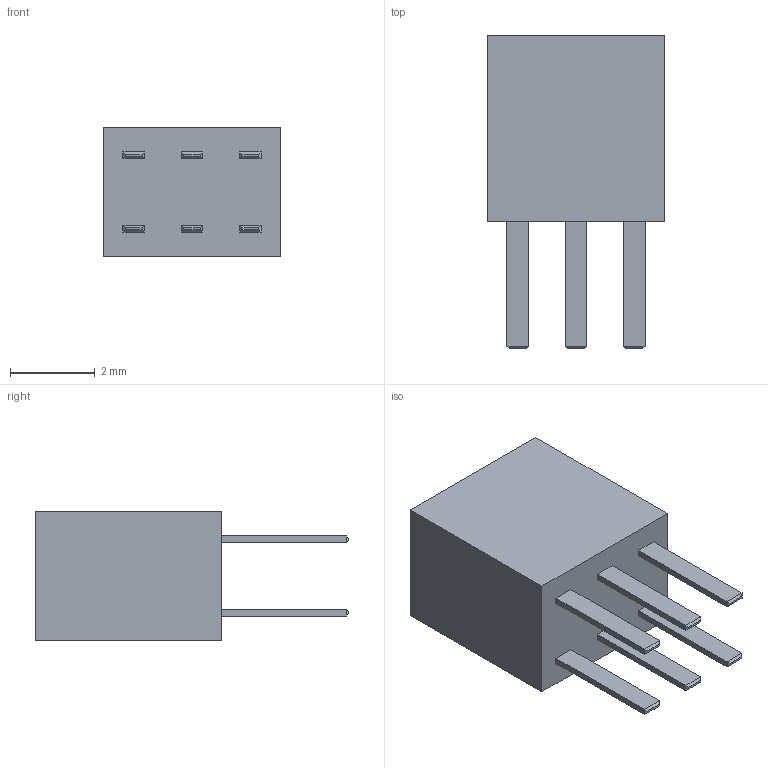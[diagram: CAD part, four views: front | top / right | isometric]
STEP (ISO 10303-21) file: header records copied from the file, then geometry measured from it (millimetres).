
FILE_DESCRIPTION (( 'STEP AP214' ), '1' );
FILE_NAME ('HEADER_FEMALE_DUAL_6POS_1_27mm.STEP', '2012-07-03T23:47:13', ( 'JFDuval' ), ( '' ), 'SwSTEP 2.0', 'SolidWorks 2010', '' );
FILE_SCHEMA (( 'AUTOMOTIVE_DESIGN' ));
Length unit declared in the file: millimetre
Products named in the file (1): HEADER_FEMALE_DUAL_6POS_1_27mm
Bounding box: 4.19 x 7.4 x 3.05 mm (x, y, z)
Volume: 48.7 mm3; surface area: 167 mm2
Topology: 1 solids, 1 shells, 90 faces, 204 edges, 128 vertices
Faces by surface type: plane 90
Entity records: 3064 total; most frequent: CARTESIAN_POINT 423, ORIENTED_EDGE 408, DIRECTION 386, LINE 204, VECTOR 204, EDGE_CURVE 204, VERTEX_POINT 128, EDGE_LOOP 102
